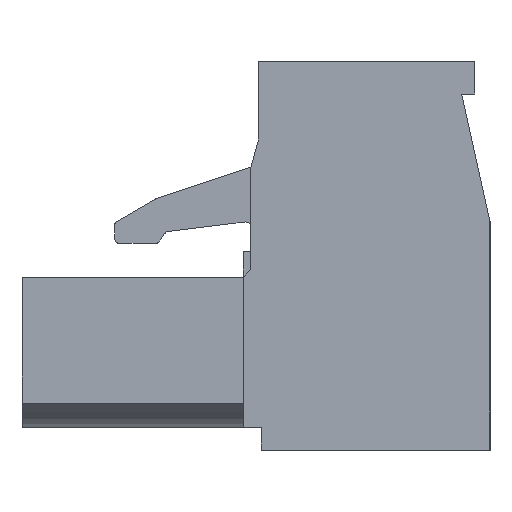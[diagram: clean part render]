
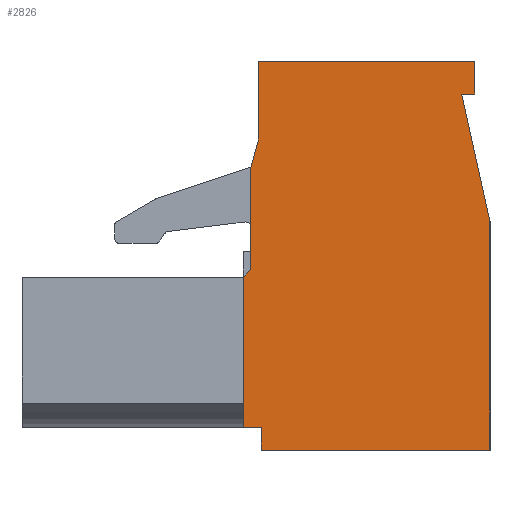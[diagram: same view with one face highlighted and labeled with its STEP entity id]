
A CAD part, left-side view. The second image highlights one B-rep face of the part: STEP entity #2826.
In plain terms, the highlighted planar face has unit normal (-1, 0, 0).
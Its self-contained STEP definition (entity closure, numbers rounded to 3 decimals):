
#2826 = ADVANCED_FACE( '', ( #6398 ), #6399, .F. );
#6398 = FACE_OUTER_BOUND( '', #10910, .T. );
#6399 = PLANE( '', #10911 );
#10910 = EDGE_LOOP( '', ( #18653, #18654, #18655, #18656, #18657, #18658, #18659, #18660, #18661, #18662, #18663, #18664, #18665 ) );
#10911 = AXIS2_PLACEMENT_3D( '', #18666, #18667, #18668 );
#18653 = ORIENTED_EDGE( '', *, *, #29696, .T. );
#18654 = ORIENTED_EDGE( '', *, *, #29697, .T. );
#18655 = ORIENTED_EDGE( '', *, *, #28139, .T. );
#18656 = ORIENTED_EDGE( '', *, *, #29169, .T. );
#18657 = ORIENTED_EDGE( '', *, *, #29698, .T. );
#18658 = ORIENTED_EDGE( '', *, *, #29699, .T. );
#18659 = ORIENTED_EDGE( '', *, *, #29700, .T. );
#18660 = ORIENTED_EDGE( '', *, *, #29701, .T. );
#18661 = ORIENTED_EDGE( '', *, *, #29702, .T. );
#18662 = ORIENTED_EDGE( '', *, *, #29703, .T. );
#18663 = ORIENTED_EDGE( '', *, *, #29704, .T. );
#18664 = ORIENTED_EDGE( '', *, *, #29705, .T. );
#18665 = ORIENTED_EDGE( '', *, *, #29706, .T. );
#18666 = CARTESIAN_POINT( '', ( -30.53, 0., 0. ) );
#18667 = DIRECTION( '', ( 1., 0., 0. ) );
#18668 = DIRECTION( '', ( 0., 0., -1. ) );
#28139 = EDGE_CURVE( '', #34244, #34242, #34245, .T. );
#29169 = EDGE_CURVE( '', #34242, #35896, #35898, .T. );
#29696 = EDGE_CURVE( '', #36693, #36694, #36695, .T. );
#29697 = EDGE_CURVE( '', #36694, #34244, #36696, .T. );
#29698 = EDGE_CURVE( '', #35896, #36697, #36698, .T. );
#29699 = EDGE_CURVE( '', #36697, #36699, #36700, .T. );
#29700 = EDGE_CURVE( '', #36699, #36701, #36702, .T. );
#29701 = EDGE_CURVE( '', #36701, #36703, #36704, .T. );
#29702 = EDGE_CURVE( '', #36703, #36705, #36706, .T. );
#29703 = EDGE_CURVE( '', #36705, #36707, #36708, .T. );
#29704 = EDGE_CURVE( '', #36707, #36709, #36710, .T. );
#29705 = EDGE_CURVE( '', #36709, #36711, #36712, .T. );
#29706 = EDGE_CURVE( '', #36711, #36693, #36713, .T. );
#34242 = VERTEX_POINT( '', #42824 );
#34244 = VERTEX_POINT( '', #42827 );
#34245 = LINE( '', #42828, #42829 );
#35896 = VERTEX_POINT( '', #45234 );
#35898 = LINE( '', #45237, #45238 );
#36693 = VERTEX_POINT( '', #46395 );
#36694 = VERTEX_POINT( '', #46396 );
#36695 = LINE( '', #46397, #46398 );
#36696 = LINE( '', #46399, #46400 );
#36697 = VERTEX_POINT( '', #46401 );
#36698 = LINE( '', #46402, #46403 );
#36699 = VERTEX_POINT( '', #46404 );
#36700 = LINE( '', #46405, #46406 );
#36701 = VERTEX_POINT( '', #46407 );
#36702 = LINE( '', #46408, #46409 );
#36703 = VERTEX_POINT( '', #46410 );
#36704 = LINE( '', #46411, #46412 );
#36705 = VERTEX_POINT( '', #46413 );
#36706 = LINE( '', #46414, #46415 );
#36707 = VERTEX_POINT( '', #46416 );
#36708 = LINE( '', #46417, #46418 );
#36709 = VERTEX_POINT( '', #46419 );
#36710 = LINE( '', #46420, #46421 );
#36711 = VERTEX_POINT( '', #46422 );
#36712 = LINE( '', #46423, #46424 );
#36713 = LINE( '', #46425, #46426 );
#42824 = CARTESIAN_POINT( '', ( -30.53, 4.45, -3.575 ) );
#42827 = CARTESIAN_POINT( '', ( -30.53, 5.15, -3.575 ) );
#42828 = CARTESIAN_POINT( '', ( -30.53, 5.15, -3.575 ) );
#42829 = VECTOR( '', #51851, 1000. );
#45234 = CARTESIAN_POINT( '', ( -30.53, 4.45, -4.45 ) );
#45237 = CARTESIAN_POINT( '', ( -30.53, 4.45, -3.575 ) );
#45238 = VECTOR( '', #52824, 1000. );
#46395 = CARTESIAN_POINT( '', ( -30.53, 4.85, 2.575 ) );
#46396 = CARTESIAN_POINT( '', ( -30.53, 5.15, 2.275 ) );
#46397 = CARTESIAN_POINT( '', ( -30.53, 4.85, 2.575 ) );
#46398 = VECTOR( '', #53334, 1000. );
#46399 = CARTESIAN_POINT( '', ( -30.53, 5.15, 2.275 ) );
#46400 = VECTOR( '', #53335, 1000. );
#46401 = CARTESIAN_POINT( '', ( -30.53, -4.45, -4.45 ) );
#46402 = CARTESIAN_POINT( '', ( -30.53, 4.45, -4.45 ) );
#46403 = VECTOR( '', #53336, 1000. );
#46404 = CARTESIAN_POINT( '', ( -30.53, -4.45, 4.45 ) );
#46405 = CARTESIAN_POINT( '', ( -30.53, -4.45, -4.45 ) );
#46406 = VECTOR( '', #53337, 1000. );
#46407 = CARTESIAN_POINT( '', ( -30.53, -3.35, 9.4 ) );
#46408 = CARTESIAN_POINT( '', ( -30.53, -4.45, 4.45 ) );
#46409 = VECTOR( '', #53338, 1000. );
#46410 = CARTESIAN_POINT( '', ( -30.53, -3.85, 9.4 ) );
#46411 = CARTESIAN_POINT( '', ( -30.53, -3.35, 9.4 ) );
#46412 = VECTOR( '', #53339, 1000. );
#46413 = CARTESIAN_POINT( '', ( -30.53, -3.85, 10.65 ) );
#46414 = CARTESIAN_POINT( '', ( -30.53, -3.85, 9.4 ) );
#46415 = VECTOR( '', #53340, 1000. );
#46416 = CARTESIAN_POINT( '', ( -30.53, 4.55, 10.65 ) );
#46417 = CARTESIAN_POINT( '', ( -30.53, -3.85, 10.65 ) );
#46418 = VECTOR( '', #53341, 1000. );
#46419 = CARTESIAN_POINT( '', ( -30.53, 4.55, 7.65 ) );
#46420 = CARTESIAN_POINT( '', ( -30.53, 4.55, 10.65 ) );
#46421 = VECTOR( '', #53342, 1000. );
#46422 = CARTESIAN_POINT( '', ( -30.53, 4.85, 6.55 ) );
#46423 = CARTESIAN_POINT( '', ( -30.53, 4.55, 7.65 ) );
#46424 = VECTOR( '', #53343, 1000. );
#46425 = CARTESIAN_POINT( '', ( -30.53, 4.85, 6.55 ) );
#46426 = VECTOR( '', #53344, 1000. );
#51851 = DIRECTION( '', ( 0., -1., 0. ) );
#52824 = DIRECTION( '', ( 0., 0., -1. ) );
#53334 = DIRECTION( '', ( 0., 0.707, -0.707 ) );
#53335 = DIRECTION( '', ( 0., 0., -1. ) );
#53336 = DIRECTION( '', ( 0., -1., 0. ) );
#53337 = DIRECTION( '', ( 0., 0., 1. ) );
#53338 = DIRECTION( '', ( 0., 0.217, 0.976 ) );
#53339 = DIRECTION( '', ( 0., -1., 0. ) );
#53340 = DIRECTION( '', ( 0., 0., 1. ) );
#53341 = DIRECTION( '', ( 0., 1., 0. ) );
#53342 = DIRECTION( '', ( 0., 0., -1. ) );
#53343 = DIRECTION( '', ( 0., 0.263, -0.965 ) );
#53344 = DIRECTION( '', ( 0., 0., -1. ) );
